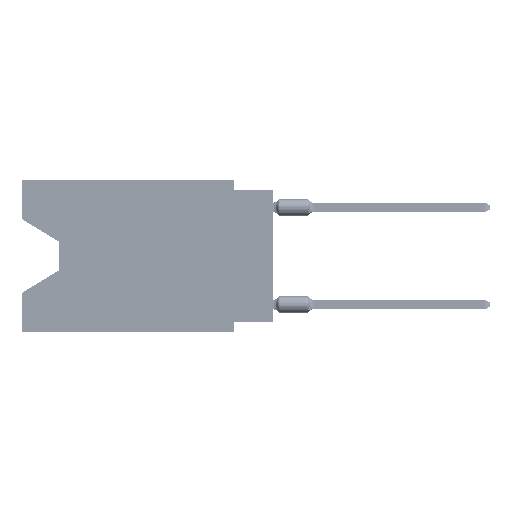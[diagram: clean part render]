
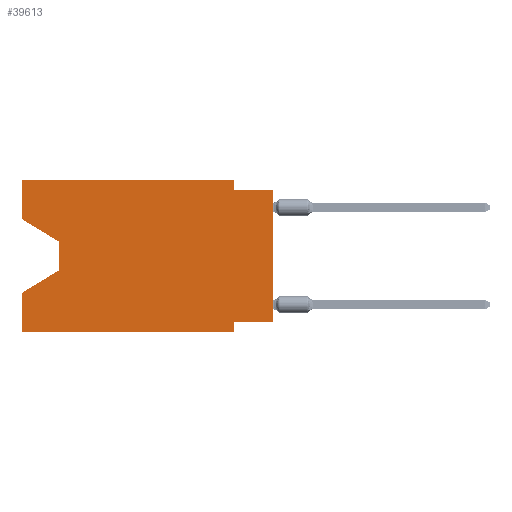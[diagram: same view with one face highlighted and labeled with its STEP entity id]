
A CAD part, left-side view. The second image highlights one B-rep face of the part: STEP entity #39613.
In plain terms, the highlighted planar face has unit normal (-1, 0, 0).
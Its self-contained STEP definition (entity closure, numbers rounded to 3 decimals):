
#600 = EDGE_CURVE ( 'NONE', #21787, #9763, #23221, .T. ) ;
#1356 = VECTOR ( 'NONE', #13338, 1000. ) ;
#1883 = CARTESIAN_POINT ( 'NONE',  ( 0., 16.383, -9.906 ) ) ;
#2510 = EDGE_CURVE ( 'NONE', #17317, #38306, #49426, .T. ) ;
#2584 = VERTEX_POINT ( 'NONE', #29893 ) ;
#2618 = CARTESIAN_POINT ( 'NONE',  ( 0., 0., -9.271 ) ) ;
#3841 = DIRECTION ( 'NONE',  ( 1., 0., 0. ) ) ;
#4160 = DIRECTION ( 'NONE',  ( 0., 0., 1. ) ) ;
#4763 = EDGE_CURVE ( 'NONE', #53592, #35977, #54377, .T. ) ;
#5521 = DIRECTION ( 'NONE',  ( 0., 0., -1. ) ) ;
#5737 = EDGE_CURVE ( 'NONE', #32192, #10294, #34918, .T. ) ;
#5832 = VECTOR ( 'NONE', #17636, 1000. ) ;
#6279 = LINE ( 'NONE', #57936, #29017 ) ;
#7521 = CARTESIAN_POINT ( 'NONE',  ( 0., 16.383, 0. ) ) ;
#7735 = ORIENTED_EDGE ( 'NONE', *, *, #600, .T. ) ;
#7861 = DIRECTION ( 'NONE',  ( 0., 0., 1. ) ) ;
#8161 = ORIENTED_EDGE ( 'NONE', *, *, #2510, .T. ) ;
#9179 = EDGE_CURVE ( 'NONE', #32192, #67398, #24767, .T. ) ;
#9763 = VERTEX_POINT ( 'NONE', #28307 ) ;
#9828 = CARTESIAN_POINT ( 'NONE',  ( 0., 16.383, 0. ) ) ;
#10294 = VERTEX_POINT ( 'NONE', #33356 ) ;
#10322 = LINE ( 'NONE', #35944, #33464 ) ;
#10618 = VECTOR ( 'NONE', #21368, 1000. ) ;
#10880 = ORIENTED_EDGE ( 'NONE', *, *, #5737, .T. ) ;
#13007 = CARTESIAN_POINT ( 'NONE',  ( 0., 16.383, 0. ) ) ;
#13338 = DIRECTION ( 'NONE',  ( 0., 0., -1. ) ) ;
#14769 = CARTESIAN_POINT ( 'NONE',  ( 0., 0., 0. ) ) ;
#14967 = VERTEX_POINT ( 'NONE', #65862 ) ;
#15006 = EDGE_CURVE ( 'NONE', #14967, #2584, #6279, .T. ) ;
#15981 = ORIENTED_EDGE ( 'NONE', *, *, #57098, .F. ) ;
#17317 = VERTEX_POINT ( 'NONE', #1883 ) ;
#17636 = DIRECTION ( 'NONE',  ( 0., -1., 0. ) ) ;
#19266 = ORIENTED_EDGE ( 'NONE', *, *, #27456, .T. ) ;
#21029 = LINE ( 'NONE', #31605, #10618 ) ;
#21368 = DIRECTION ( 'NONE',  ( 0., 0., -1. ) ) ;
#21705 = ORIENTED_EDGE ( 'NONE', *, *, #59422, .F. ) ;
#21746 = AXIS2_PLACEMENT_3D ( 'NONE', #59966, #3841, #33926 ) ;
#21787 = VERTEX_POINT ( 'NONE', #41237 ) ;
#22842 = LINE ( 'NONE', #43690, #25363 ) ;
#23221 = LINE ( 'NONE', #38947, #38373 ) ;
#24767 = LINE ( 'NONE', #56593, #28247 ) ;
#25363 = VECTOR ( 'NONE', #34439, 1000. ) ;
#27456 = EDGE_CURVE ( 'NONE', #2584, #21787, #58844, .T. ) ;
#28247 = VECTOR ( 'NONE', #51456, 1000. ) ;
#28307 = CARTESIAN_POINT ( 'NONE',  ( 0., 16.383, -7.36 ) ) ;
#28696 = CARTESIAN_POINT ( 'NONE',  ( 0., 13.97, -4.013 ) ) ;
#29017 = VECTOR ( 'NONE', #53145, 1000. ) ;
#29406 = VERTEX_POINT ( 'NONE', #63068 ) ;
#29893 = CARTESIAN_POINT ( 'NONE',  ( 0., 13.97, -4.013 ) ) ;
#30654 = DIRECTION ( 'NONE',  ( 0., 0., 1. ) ) ;
#31007 = LINE ( 'NONE', #9828, #43903 ) ;
#31031 = EDGE_CURVE ( 'NONE', #67398, #38306, #10322, .T. ) ;
#31605 = CARTESIAN_POINT ( 'NONE',  ( 0., 2.54, 0. ) ) ;
#32192 = VERTEX_POINT ( 'NONE', #2618 ) ;
#33001 = CARTESIAN_POINT ( 'NONE',  ( 0., 16.383, -9.906 ) ) ;
#33184 = CARTESIAN_POINT ( 'NONE',  ( 0., 2.54, 0. ) ) ;
#33300 = ORIENTED_EDGE ( 'NONE', *, *, #31031, .F. ) ;
#33356 = CARTESIAN_POINT ( 'NONE',  ( 0., 0., -0.635 ) ) ;
#33464 = VECTOR ( 'NONE', #5521, 1000. ) ;
#33926 = DIRECTION ( 'NONE',  ( 0., 0., -1. ) ) ;
#34439 = DIRECTION ( 'NONE',  ( 0., -1., 0. ) ) ;
#34918 = LINE ( 'NONE', #14769, #56219 ) ;
#35858 = ORIENTED_EDGE ( 'NONE', *, *, #64813, .F. ) ;
#35944 = CARTESIAN_POINT ( 'NONE',  ( 0., 2.54, -9.906 ) ) ;
#35977 = VERTEX_POINT ( 'NONE', #33184 ) ;
#37494 = VECTOR ( 'NONE', #59170, 1000. ) ;
#38306 = VERTEX_POINT ( 'NONE', #61090 ) ;
#38373 = VECTOR ( 'NONE', #56394, 1000. ) ;
#38947 = CARTESIAN_POINT ( 'NONE',  ( 0., 13.97, -5.893 ) ) ;
#39613 = ADVANCED_FACE ( 'NONE', ( #65452 ), #45211, .F. ) ;
#41237 = CARTESIAN_POINT ( 'NONE',  ( 0., 13.97, -5.893 ) ) ;
#43690 = CARTESIAN_POINT ( 'NONE',  ( 0., 0., -0.635 ) ) ;
#43903 = VECTOR ( 'NONE', #30654, 1000. ) ;
#45211 = PLANE ( 'NONE',  #21746 ) ;
#46066 = ORIENTED_EDGE ( 'NONE', *, *, #4763, .F. ) ;
#47454 = CARTESIAN_POINT ( 'NONE',  ( 0., 2.54, -9.271 ) ) ;
#49243 = LINE ( 'NONE', #13007, #63827 ) ;
#49426 = LINE ( 'NONE', #33001, #5832 ) ;
#50115 = EDGE_LOOP ( 'NONE', ( #53661, #19266, #7735, #58012, #8161, #33300, #66126, #10880, #15981, #35858, #46066, #21705 ) ) ;
#51456 = DIRECTION ( 'NONE',  ( 0., 1., 0. ) ) ;
#53145 = DIRECTION ( 'NONE',  ( 0., -0.855, -0.519 ) ) ;
#53592 = VERTEX_POINT ( 'NONE', #59850 ) ;
#53661 = ORIENTED_EDGE ( 'NONE', *, *, #15006, .T. ) ;
#54377 = LINE ( 'NONE', #7521, #37494 ) ;
#56219 = VECTOR ( 'NONE', #4160, 1000. ) ;
#56394 = DIRECTION ( 'NONE',  ( 0., 0.855, -0.519 ) ) ;
#56593 = CARTESIAN_POINT ( 'NONE',  ( 0., 0., -9.271 ) ) ;
#57098 = EDGE_CURVE ( 'NONE', #29406, #10294, #22842, .T. ) ;
#57266 = EDGE_CURVE ( 'NONE', #17317, #9763, #31007, .T. ) ;
#57936 = CARTESIAN_POINT ( 'NONE',  ( 0., 16.383, -2.546 ) ) ;
#58012 = ORIENTED_EDGE ( 'NONE', *, *, #57266, .F. ) ;
#58844 = LINE ( 'NONE', #28696, #1356 ) ;
#59170 = DIRECTION ( 'NONE',  ( 0., -1., 0. ) ) ;
#59422 = EDGE_CURVE ( 'NONE', #14967, #53592, #49243, .T. ) ;
#59850 = CARTESIAN_POINT ( 'NONE',  ( 0., 16.383, 0. ) ) ;
#59966 = CARTESIAN_POINT ( 'NONE',  ( 0., 16.383, 0. ) ) ;
#61090 = CARTESIAN_POINT ( 'NONE',  ( 0., 2.54, -9.906 ) ) ;
#63068 = CARTESIAN_POINT ( 'NONE',  ( 0., 2.54, -0.635 ) ) ;
#63827 = VECTOR ( 'NONE', #7861, 1000. ) ;
#64813 = EDGE_CURVE ( 'NONE', #35977, #29406, #21029, .T. ) ;
#65452 = FACE_OUTER_BOUND ( 'NONE', #50115, .T. ) ;
#65862 = CARTESIAN_POINT ( 'NONE',  ( 0., 16.383, -2.546 ) ) ;
#66126 = ORIENTED_EDGE ( 'NONE', *, *, #9179, .F. ) ;
#67398 = VERTEX_POINT ( 'NONE', #47454 ) ;
